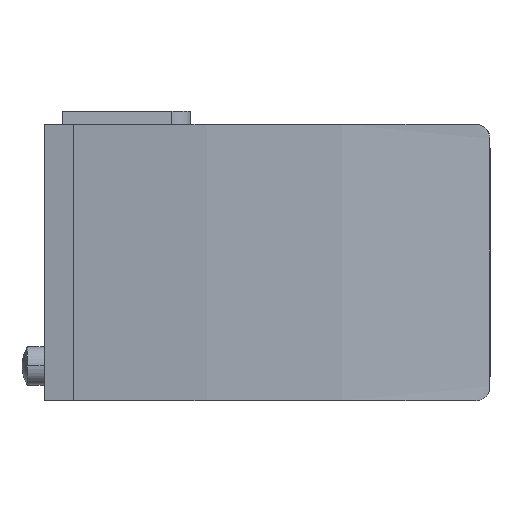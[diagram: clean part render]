
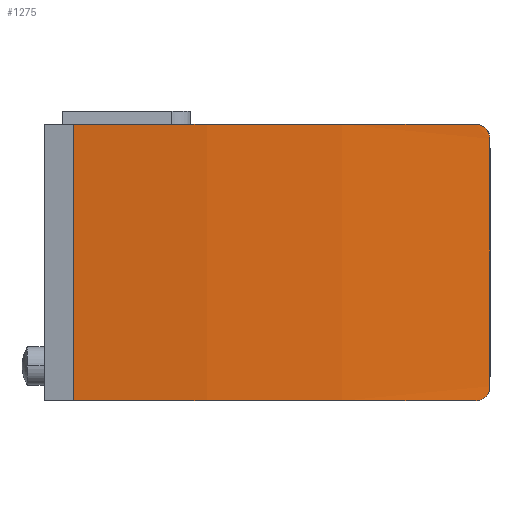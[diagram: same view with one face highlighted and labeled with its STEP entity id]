
A CAD part, left-side view. The second image highlights one B-rep face of the part: STEP entity #1275.
In plain terms, the highlighted cylindrical face has radius 300 mm (diameter 600 mm), a partial arc.
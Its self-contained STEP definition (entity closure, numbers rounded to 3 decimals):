
#1275=ADVANCED_FACE('',(#3054),#3055,.T.);
#1291=EDGE_CURVE('',#3078,#3079,#3080,.T.);
#1293=EDGE_CURVE('',#3082,#3078,#3083,.T.);
#1295=EDGE_CURVE('',#3085,#3082,#3086,.T.);
#1297=EDGE_CURVE('',#3088,#3085,#3089,.T.);
#1299=EDGE_CURVE('',#3091,#3088,#3092,.T.);
#1301=EDGE_CURVE('',#3079,#3091,#3094,.T.);
#3054=FACE_OUTER_BOUND('',#5540,.T.);
#3055=CYLINDRICAL_SURFACE('',#5541,300.0);
#3078=VERTEX_POINT('',#5565);
#3079=VERTEX_POINT('',#5566);
#3080=B_SPLINE_CURVE_WITH_KNOTS('',3,(#5567,#5568,#5569,#5570,#5571,#5572,#5573,#5574,#5575,#5576,#5577,#5578,#5579,#5580,#5581,#5582,#5583,#5584),.UNSPECIFIED.,.F.,.F.,(4,2,2,2,2,2,2,2,4),(4.539,5.11,5.681,6.252,6.822,7.387,7.952,8.517,9.082),.UNSPECIFIED.);
#3082=VERTEX_POINT('',#5587);
#3083=CIRCLE('',#5588,300.0);
#3085=VERTEX_POINT('',#5591);
#3086=LINE('',#5592,#5593);
#3088=VERTEX_POINT('',#5596);
#3089=CIRCLE('',#5597,300.0);
#3091=VERTEX_POINT('',#5600);
#3092=B_SPLINE_CURVE_WITH_KNOTS('',3,(#5601,#5602,#5603,#5604,#5605,#5606,#5607,#5608,#5609,#5610,#5611,#5612,#5613,#5614,#5615,#5616,#5617,#5618),.UNSPECIFIED.,.F.,.F.,(4,2,2,2,2,2,2,2,4),(9.082,9.648,10.214,10.78,11.346,11.916,12.485,13.054,13.624),.UNSPECIFIED.);
#3094=LINE('',#5621,#5622);
#5540=EDGE_LOOP('',(#8671,#8672,#8673,#8674,#8675,#8676));
#5541=AXIS2_PLACEMENT_3D('',#8677,#8678,#8679);
#5565=CARTESIAN_POINT('',(-4.808,-25.6,28.6));
#5566=CARTESIAN_POINT('',(-4.388,-28.6,25.6));
#5567=CARTESIAN_POINT('',(-4.808,-25.6,28.6));
#5568=CARTESIAN_POINT('',(-4.782,-25.789,28.6));
#5569=CARTESIAN_POINT('',(-4.756,-25.984,28.582));
#5570=CARTESIAN_POINT('',(-4.703,-26.372,28.506));
#5571=CARTESIAN_POINT('',(-4.676,-26.565,28.448));
#5572=CARTESIAN_POINT('',(-4.625,-26.935,28.294));
#5573=CARTESIAN_POINT('',(-4.6,-27.112,28.198));
#5574=CARTESIAN_POINT('',(-4.554,-27.441,27.977));
#5575=CARTESIAN_POINT('',(-4.532,-27.592,27.851));
#5576=CARTESIAN_POINT('',(-4.495,-27.858,27.585));
#5577=CARTESIAN_POINT('',(-4.477,-27.982,27.435));
#5578=CARTESIAN_POINT('',(-4.446,-28.201,27.108));
#5579=CARTESIAN_POINT('',(-4.432,-28.296,26.931));
#5580=CARTESIAN_POINT('',(-4.41,-28.448,26.562));
#5581=CARTESIAN_POINT('',(-4.401,-28.506,26.37));
#5582=CARTESIAN_POINT('',(-4.39,-28.582,25.983));
#5583=CARTESIAN_POINT('',(-4.388,-28.6,25.788));
#5584=CARTESIAN_POINT('',(-4.388,-28.6,25.6));
#5587=CARTESIAN_POINT('',(-4.388,57.6,28.6));
#5588=AXIS2_PLACEMENT_3D('',#8738,#8739,#8740);
#5591=CARTESIAN_POINT('',(-4.388,57.6,-28.6));
#5592=CARTESIAN_POINT('',(-4.388,57.6,0.0));
#5593=VECTOR('',#8741,1.0);
#5596=CARTESIAN_POINT('',(-4.808,-25.6,-28.6));
#5597=AXIS2_PLACEMENT_3D('',#8742,#8743,#8744);
#5600=CARTESIAN_POINT('',(-4.388,-28.6,-25.6));
#5601=CARTESIAN_POINT('',(-4.388,-28.6,-25.6));
#5602=CARTESIAN_POINT('',(-4.388,-28.6,-25.789));
#5603=CARTESIAN_POINT('',(-4.39,-28.582,-25.984));
#5604=CARTESIAN_POINT('',(-4.402,-28.506,-26.372));
#5605=CARTESIAN_POINT('',(-4.41,-28.448,-26.565));
#5606=CARTESIAN_POINT('',(-4.432,-28.294,-26.934));
#5607=CARTESIAN_POINT('',(-4.446,-28.199,-27.111));
#5608=CARTESIAN_POINT('',(-4.477,-27.979,-27.438));
#5609=CARTESIAN_POINT('',(-4.495,-27.854,-27.589));
#5610=CARTESIAN_POINT('',(-4.533,-27.588,-27.855));
#5611=CARTESIAN_POINT('',(-4.554,-27.437,-27.98));
#5612=CARTESIAN_POINT('',(-4.601,-27.109,-28.2));
#5613=CARTESIAN_POINT('',(-4.625,-26.932,-28.296));
#5614=CARTESIAN_POINT('',(-4.677,-26.562,-28.449));
#5615=CARTESIAN_POINT('',(-4.703,-26.37,-28.506));
#5616=CARTESIAN_POINT('',(-4.756,-25.983,-28.582));
#5617=CARTESIAN_POINT('',(-4.783,-25.788,-28.6));
#5618=CARTESIAN_POINT('',(-4.808,-25.6,-28.6));
#5621=CARTESIAN_POINT('',(-4.388,-28.6,0.0));
#5622=VECTOR('',#8745,1.0);
#8671=ORIENTED_EDGE('',*,*,#1291,.F.);
#8672=ORIENTED_EDGE('',*,*,#1293,.F.);
#8673=ORIENTED_EDGE('',*,*,#1295,.F.);
#8674=ORIENTED_EDGE('',*,*,#1297,.F.);
#8675=ORIENTED_EDGE('',*,*,#1299,.F.);
#8676=ORIENTED_EDGE('',*,*,#1301,.F.);
#8677=CARTESIAN_POINT('',(292.5,14.5,28.6));
#8678=DIRECTION('',(0.0,-0.0,-1.0));
#8679=DIRECTION('',(-0.99,-0.144,0.0));
#8738=CARTESIAN_POINT('',(292.5,14.5,28.6));
#8739=DIRECTION('',(0.0,0.0,1.0));
#8740=DIRECTION('',(-0.99,-0.144,0.0));
#8741=DIRECTION('',(0.0,0.0,1.0));
#8742=CARTESIAN_POINT('',(292.5,14.5,-28.6));
#8743=DIRECTION('',(-0.0,0.0,-1.0));
#8744=DIRECTION('',(-0.99,-0.144,0.0));
#8745=DIRECTION('',(0.0,0.0,-1.0));
